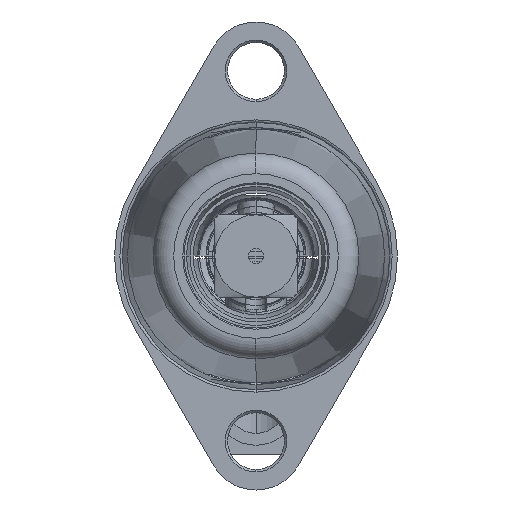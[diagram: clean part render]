
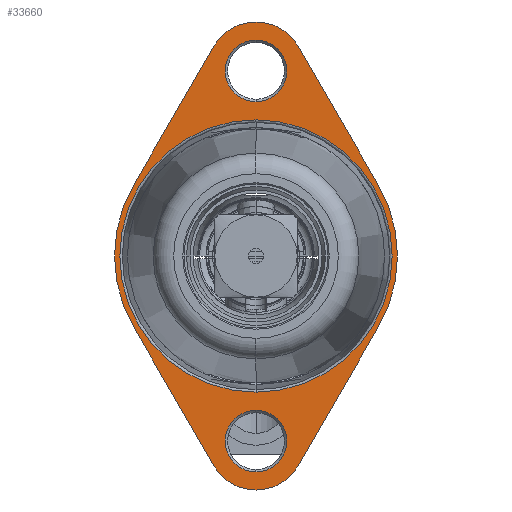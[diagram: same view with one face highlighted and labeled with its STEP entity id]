
A CAD part, left-side view. The second image highlights one B-rep face of the part: STEP entity #33660.
In plain terms, the highlighted planar face has unit normal (-1, 0, 0).
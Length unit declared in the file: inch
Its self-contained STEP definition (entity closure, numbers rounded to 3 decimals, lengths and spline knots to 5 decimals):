
#31320=CARTESIAN_POINT('',(-19.2708,0.005,0.));
#31321=DIRECTION('',(-1.,0.,0.));
#31322=DIRECTION('',(0.,0.,-1.));
#31323=AXIS2_PLACEMENT_3D('',#31320,#31321,#31322);
#31325=CARTESIAN_POINT('',(-19.2708,0.005,0.));
#31326=DIRECTION('',(-1.,0.,0.));
#31327=DIRECTION('',(0.,0.,1.));
#31328=AXIS2_PLACEMENT_3D('',#31325,#31326,#31327);
#31330=CARTESIAN_POINT('',(-19.2708,0.005,2.25));
#31331=DIRECTION('',(1.,0.,0.));
#31332=DIRECTION('',(0.,0.866,0.5));
#31333=AXIS2_PLACEMENT_3D('',#31330,#31331,#31332);
#31335=DIRECTION('',(0.,0.5,0.866));
#31336=VECTOR('',#31335,1.94798);
#31337=CARTESIAN_POINT('',(-19.2708,-1.48412,0.86076));
#31338=LINE('',#31337,#31336);
#31339=CARTESIAN_POINT('',(-19.2708,0.005,0.));
#31340=DIRECTION('',(1.,0.,0.));
#31341=DIRECTION('',(0.,-0.866,0.5));
#31342=AXIS2_PLACEMENT_3D('',#31339,#31340,#31341);
#31344=DIRECTION('',(0.,-0.5,0.866));
#31345=VECTOR('',#31344,1.94798);
#31346=CARTESIAN_POINT('',(-19.2708,-0.50927,-2.54726));
#31347=LINE('',#31346,#31345);
#31348=CARTESIAN_POINT('',(-19.2708,0.005,-2.25));
#31349=DIRECTION('',(1.,0.,0.));
#31350=DIRECTION('',(0.,-0.866,-0.5));
#31351=AXIS2_PLACEMENT_3D('',#31348,#31349,#31350);
#31353=DIRECTION('',(0.,-0.5,-0.866));
#31354=VECTOR('',#31353,1.94798);
#31355=CARTESIAN_POINT('',(-19.2708,1.49412,-0.86076));
#31356=LINE('',#31355,#31354);
#31357=CARTESIAN_POINT('',(-19.2708,0.005,0.));
#31358=DIRECTION('',(1.,0.,0.));
#31359=DIRECTION('',(0.,0.866,-0.5));
#31360=AXIS2_PLACEMENT_3D('',#31357,#31358,#31359);
#31362=DIRECTION('',(0.,0.5,-0.866));
#31363=VECTOR('',#31362,1.94798);
#31364=CARTESIAN_POINT('',(-19.2708,0.51927,2.54726));
#31365=LINE('',#31364,#31363);
#32936=CARTESIAN_POINT('',(-19.2708,0.005,2.25));
#32937=DIRECTION('',(-1.,0.,0.));
#32938=DIRECTION('',(0.,0.,1.));
#32939=AXIS2_PLACEMENT_3D('',#32936,#32937,#32938);
#32946=CARTESIAN_POINT('',(-19.2708,0.005,2.25));
#32947=DIRECTION('',(-1.,0.,0.));
#32948=DIRECTION('',(0.,0.,-1.));
#32949=AXIS2_PLACEMENT_3D('',#32946,#32947,#32948);
#32964=CARTESIAN_POINT('',(-19.2708,0.005,-2.25));
#32965=DIRECTION('',(-1.,0.,0.));
#32966=DIRECTION('',(0.,0.,1.));
#32967=AXIS2_PLACEMENT_3D('',#32964,#32965,#32966);
#32974=CARTESIAN_POINT('',(-19.2708,0.005,-2.25));
#32975=DIRECTION('',(-1.,0.,0.));
#32976=DIRECTION('',(0.,0.,-1.));
#32977=AXIS2_PLACEMENT_3D('',#32974,#32975,#32976);
#33477=CARTESIAN_POINT('',(-19.2708,0.005,1.655));
#33478=CARTESIAN_POINT('',(-19.2708,0.005,-1.655));
#33479=VERTEX_POINT('',#33477);
#33480=VERTEX_POINT('',#33478);
#33481=CARTESIAN_POINT('',(-19.2708,0.51927,2.54726));
#33482=CARTESIAN_POINT('',(-19.2708,-0.50927,2.54726));
#33483=VERTEX_POINT('',#33481);
#33484=VERTEX_POINT('',#33482);
#33485=CARTESIAN_POINT('',(-19.2708,1.49412,0.86076));
#33486=VERTEX_POINT('',#33485);
#33487=CARTESIAN_POINT('',(-19.2708,1.49412,-0.86076));
#33488=VERTEX_POINT('',#33487);
#33489=CARTESIAN_POINT('',(-19.2708,0.51927,-2.54726));
#33490=VERTEX_POINT('',#33489);
#33491=CARTESIAN_POINT('',(-19.2708,-0.50927,-2.54726));
#33492=VERTEX_POINT('',#33491);
#33493=CARTESIAN_POINT('',(-19.2708,-1.48412,-0.86076));
#33494=VERTEX_POINT('',#33493);
#33495=CARTESIAN_POINT('',(-19.2708,-1.48412,0.86076));
#33496=VERTEX_POINT('',#33495);
#33529=CARTESIAN_POINT('',(-19.2708,0.005,2.625));
#33530=CARTESIAN_POINT('',(-19.2708,0.005,1.875));
#33531=VERTEX_POINT('',#33529);
#33532=VERTEX_POINT('',#33530);
#33537=CARTESIAN_POINT('',(-19.2708,0.005,-1.875));
#33538=CARTESIAN_POINT('',(-19.2708,0.005,-2.625));
#33539=VERTEX_POINT('',#33537);
#33540=VERTEX_POINT('',#33538);
#33619=CARTESIAN_POINT('',(-19.2708,0.005,0.));
#33620=DIRECTION('',(1.,0.,0.));
#33621=DIRECTION('',(0.,0.,-1.));
#33622=AXIS2_PLACEMENT_3D('',#33619,#33620,#33621);
#33623=PLANE('',#33622);
#33625=ORIENTED_EDGE('',*,*,#33624,.T.);
#33627=ORIENTED_EDGE('',*,*,#33626,.F.);
#33629=ORIENTED_EDGE('',*,*,#33628,.T.);
#33631=ORIENTED_EDGE('',*,*,#33630,.F.);
#33633=ORIENTED_EDGE('',*,*,#33632,.T.);
#33635=ORIENTED_EDGE('',*,*,#33634,.F.);
#33637=ORIENTED_EDGE('',*,*,#33636,.T.);
#33639=ORIENTED_EDGE('',*,*,#33638,.F.);
#33640=EDGE_LOOP('',(#33625,#33627,#33629,#33631,#33633,#33635,#33637,#33639));
#33641=FACE_OUTER_BOUND('',#33640,.F.);
#33643=ORIENTED_EDGE('',*,*,#33642,.T.);
#33645=ORIENTED_EDGE('',*,*,#33644,.T.);
#33646=EDGE_LOOP('',(#33643,#33645));
#33647=FACE_BOUND('',#33646,.F.);
#33649=ORIENTED_EDGE('',*,*,#33648,.T.);
#33651=ORIENTED_EDGE('',*,*,#33650,.T.);
#33652=EDGE_LOOP('',(#33649,#33651));
#33653=FACE_BOUND('',#33652,.F.);
#33655=ORIENTED_EDGE('',*,*,#33654,.T.);
#33657=ORIENTED_EDGE('',*,*,#33656,.T.);
#33658=EDGE_LOOP('',(#33655,#33657));
#33659=FACE_BOUND('',#33658,.F.);
#33660=ADVANCED_FACE('',(#33641,#33647,#33653,#33659),#33623,.F.);
#31324=CIRCLE('',#31323,1.655);
#31329=CIRCLE('',#31328,1.655);
#31334=CIRCLE('',#31333,0.594);
#31343=CIRCLE('',#31342,1.72);
#31352=CIRCLE('',#31351,0.594);
#31361=CIRCLE('',#31360,1.72);
#32940=CIRCLE('',#32939,0.375);
#32950=CIRCLE('',#32949,0.375);
#32968=CIRCLE('',#32967,0.375);
#32978=CIRCLE('',#32977,0.375);
#33624=EDGE_CURVE('',#33483,#33484,#31334,.T.);
#33626=EDGE_CURVE('',#33496,#33484,#31338,.T.);
#33628=EDGE_CURVE('',#33496,#33494,#31343,.T.);
#33630=EDGE_CURVE('',#33492,#33494,#31347,.T.);
#33632=EDGE_CURVE('',#33492,#33490,#31352,.T.);
#33634=EDGE_CURVE('',#33488,#33490,#31356,.T.);
#33636=EDGE_CURVE('',#33488,#33486,#31361,.T.);
#33638=EDGE_CURVE('',#33483,#33486,#31365,.T.);
#33642=EDGE_CURVE('',#33480,#33479,#31324,.T.);
#33644=EDGE_CURVE('',#33479,#33480,#31329,.T.);
#33648=EDGE_CURVE('',#33532,#33531,#32950,.T.);
#33650=EDGE_CURVE('',#33531,#33532,#32940,.T.);
#33654=EDGE_CURVE('',#33540,#33539,#32978,.T.);
#33656=EDGE_CURVE('',#33539,#33540,#32968,.T.);
